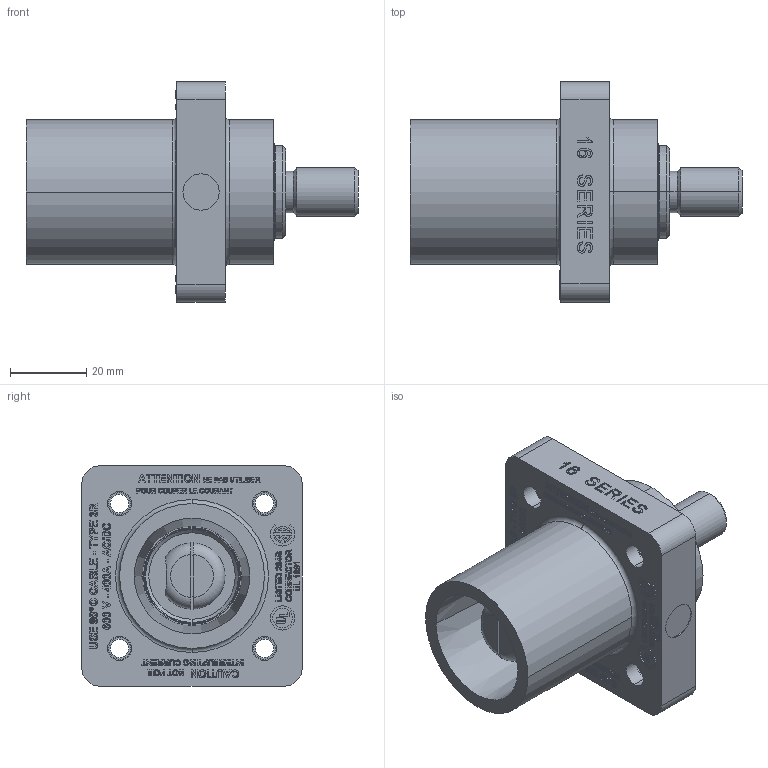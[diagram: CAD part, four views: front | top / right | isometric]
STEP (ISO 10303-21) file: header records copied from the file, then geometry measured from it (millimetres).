
FILE_DESCRIPTION (( 'STEP AP214' ), '1' );
FILE_NAME ('CATSTD-16R25-00X-M01.STEP', '2022-06-29T17:40:13', ( '' ), ( '' ), 'SwSTEP 2.0', 'SolidWorks 2020', '' );
FILE_SCHEMA (( 'AUTOMOTIVE_DESIGN' ));
Length unit declared in the file: inch
Products named in the file (1): CATSTD-16R25-00X-M01
Bounding box: 87.3 x 57.94 x 57.94 mm (x, y, z)
Surface area: 28608.3 mm2 (no closed solid volume)
Topology: 0 solids, 11 shells, 1442 faces, 5286 edges, 3738 vertices
Faces by surface type: plane 859, bspline 446, cylinder 113, cone 16, torus 8
Entity records: 104683 total; most frequent: CARTESIAN_POINT 45586, ORIENTED_EDGE 8551, DIRECTION 6271, EDGE_CURVE 5286, VERTEX_POINT 3738, VECTOR 3601, LINE 3601, EDGE_LOOP 1691
